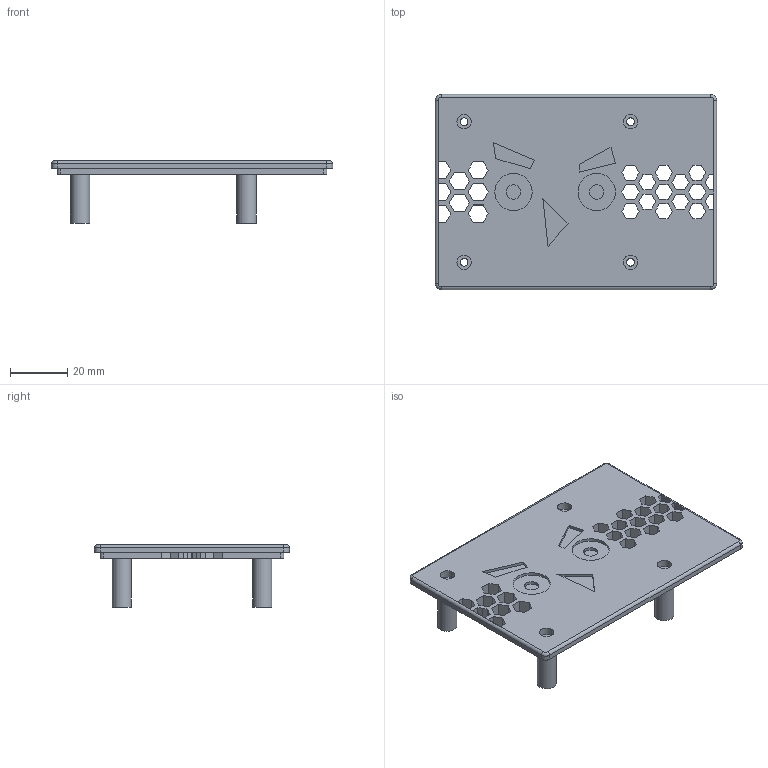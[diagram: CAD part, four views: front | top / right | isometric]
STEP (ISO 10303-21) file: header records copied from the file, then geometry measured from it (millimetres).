
FILE_DESCRIPTION(('FreeCAD Model'),'2;1');
FILE_NAME('Open CASCADE Shape Model','2025-11-13T10:16:55',(''),(''), 'Open CASCADE STEP processor 7.7','FreeCAD','Unknown');
FILE_SCHEMA(('AUTOMOTIVE_DESIGN { 1 0 10303 214 1 1 1 1 }'));
Length unit declared in the file: millimetre
Products named in the file (1): Body
Bounding box: 98 x 68 x 21.7 mm (x, y, z)
Volume: 28687.2 mm3; surface area: 17870.4 mm2
Topology: 1 solids, 1 shells, 217 faces, 613 edges, 406 vertices
Faces by surface type: plane 185, cylinder 28, torus 4
Full cylindrical faces by diameter (mm): 2.7 x4, 5 x6, 6.7 x4, 13 x2
Entity records: 7049 total; most frequent: CARTESIAN_POINT 1241, ORIENTED_EDGE 1226, DIRECTION 1105, EDGE_CURVE 613, LINE 549, VECTOR 549, VERTEX_POINT 406, FACE_BOUND 279
